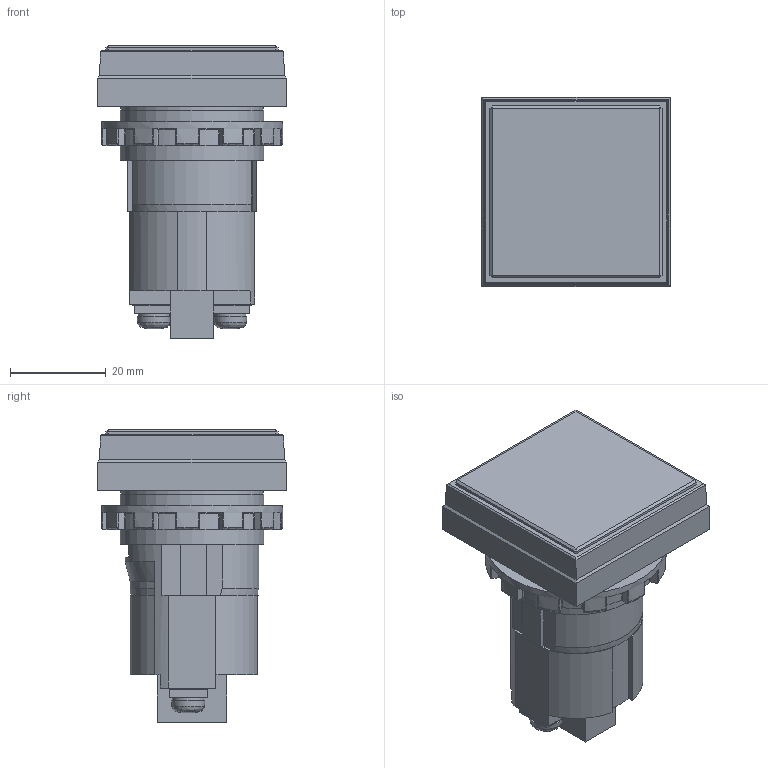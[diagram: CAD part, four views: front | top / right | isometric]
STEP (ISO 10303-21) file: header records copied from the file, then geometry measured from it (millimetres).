
FILE_DESCRIPTION (( 'STEP AP203' ), '1' );
FILE_NAME ('HN2P-1Q4&_rev1.0.STEP', '2022-01-17T01:41:12', ( '' ), ( '' ), 'SwSTEP 2.0', 'SolidWorks 2019', '' );
FILE_SCHEMA (( 'CONFIG_CONTROL_DESIGN' ));
Length unit declared in the file: millimetre
Products named in the file (3): HN2P-1Q4_BODY_rev1.0; HN2P-1Q4&_rev1.0; HN-LOCK-NUT_rev0.1
Assembly tree (2 placements, depth 2):
  HN2P-1Q4&_rev1.0
    HN2P-1Q4_BODY_rev1.0
    HN-LOCK-NUT_rev0.1
Bounding box: 39.6 x 39.6 x 61.3 mm (x, y, z)
Volume: 46742.4 mm3; surface area: 11368.6 mm2
Topology: 2 solids, 2 shells, 256 faces, 671 edges, 427 vertices
Faces by surface type: plane 146, cylinder 76, bspline 28, cone 6
Full cylindrical faces by diameter (mm): 6.6 x2, 29.9 x1, 30 x2, 30.4 x1, 38 x1
Entity records: 8934 total; most frequent: CARTESIAN_POINT 2597, ORIENTED_EDGE 1316, DIRECTION 1168, EDGE_CURVE 658, VERTEX_POINT 426, VECTOR 404, LINE 404, AXIS2_PLACEMENT_3D 382
